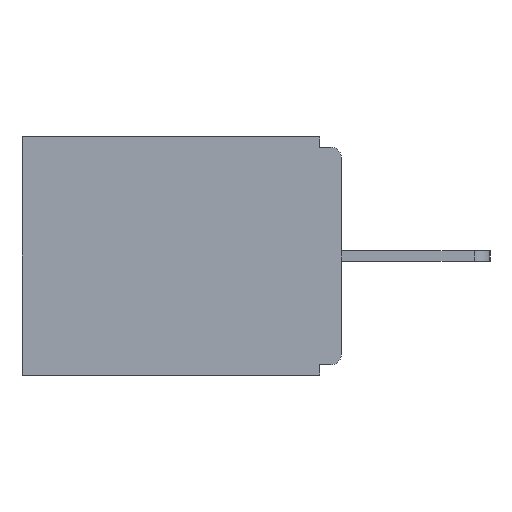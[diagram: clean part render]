
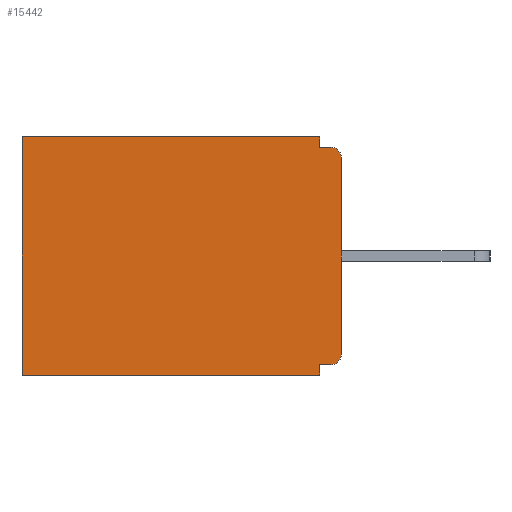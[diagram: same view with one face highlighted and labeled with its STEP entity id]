
A CAD part, left-side view. The second image highlights one B-rep face of the part: STEP entity #15442.
In plain terms, the highlighted planar face has unit normal (-1, 0, 0).
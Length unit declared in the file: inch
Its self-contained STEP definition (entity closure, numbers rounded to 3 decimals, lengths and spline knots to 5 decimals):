
#459 = VERTEX_POINT ( 'NONE', #5433 ) ;
#476 = CARTESIAN_POINT ( 'NONE',  ( 0.298, 0., -0.03 ) ) ;
#590 = VECTOR ( 'NONE', #11872, 39.37008 ) ;
#876 = CARTESIAN_POINT ( 'NONE',  ( 0.298, 0., -0.015 ) ) ;
#923 = DIRECTION ( 'NONE',  ( 0., 0., -1. ) ) ;
#1085 = LINE ( 'NONE', #5702, #4435 ) ;
#1563 = AXIS2_PLACEMENT_3D ( 'NONE', #9270, #12066, #3665 ) ;
#1637 = VERTEX_POINT ( 'NONE', #13296 ) ;
#1652 = ORIENTED_EDGE ( 'NONE', *, *, #14895, .F. ) ;
#1927 = ORIENTED_EDGE ( 'NONE', *, *, #15391, .T. ) ;
#2014 = ORIENTED_EDGE ( 'NONE', *, *, #12493, .F. ) ;
#2162 = CARTESIAN_POINT ( 'NONE',  ( 0.298, 0.015, -0.313 ) ) ;
#2217 = PLANE ( 'NONE',  #1563 ) ;
#2566 = CARTESIAN_POINT ( 'NONE',  ( 0.298, 0., -0.328 ) ) ;
#2995 = CARTESIAN_POINT ( 'NONE',  ( 0.298, 0., -0.343 ) ) ;
#3108 = EDGE_CURVE ( 'NONE', #12568, #6912, #1085, .T. ) ;
#3130 = LINE ( 'NONE', #13047, #14272 ) ;
#3250 = DIRECTION ( 'NONE',  ( 0., 0., -1. ) ) ;
#3599 = DIRECTION ( 'NONE',  ( 0., 0., -1. ) ) ;
#3665 = DIRECTION ( 'NONE',  ( 0., 0., -1. ) ) ;
#3818 = CARTESIAN_POINT ( 'NONE',  ( 0.298, 0.031, -0.343 ) ) ;
#4060 = EDGE_CURVE ( 'NONE', #1637, #12214, #4845, .T. ) ;
#4066 = ORIENTED_EDGE ( 'NONE', *, *, #9053, .F. ) ;
#4435 = VECTOR ( 'NONE', #8482, 39.37008 ) ;
#4624 = DIRECTION ( 'NONE',  ( 0., 0., -1. ) ) ;
#4845 = LINE ( 'NONE', #2995, #590 ) ;
#5182 = ORIENTED_EDGE ( 'NONE', *, *, #11197, .T. ) ;
#5186 = EDGE_CURVE ( 'NONE', #8047, #11086, #11593, .T. ) ;
#5374 = CARTESIAN_POINT ( 'NONE',  ( 0.298, 0.46, 0. ) ) ;
#5401 = VECTOR ( 'NONE', #12460, 39.37008 ) ;
#5419 = CARTESIAN_POINT ( 'NONE',  ( 0.298, 0.015, -0.328 ) ) ;
#5425 = CARTESIAN_POINT ( 'NONE',  ( 0.298, 0.46, -0.343 ) ) ;
#5433 = CARTESIAN_POINT ( 'NONE',  ( 0.298, 0.031, -0.328 ) ) ;
#5702 = CARTESIAN_POINT ( 'NONE',  ( 0.298, 0., 0. ) ) ;
#5860 = LINE ( 'NONE', #2566, #5401 ) ;
#6840 = CARTESIAN_POINT ( 'NONE',  ( 0.298, 0.015, -0.015 ) ) ;
#6912 = VERTEX_POINT ( 'NONE', #17938 ) ;
#7115 = VERTEX_POINT ( 'NONE', #5374 ) ;
#7138 = CARTESIAN_POINT ( 'NONE',  ( 0.298, 0.015, -0.03 ) ) ;
#7223 = LINE ( 'NONE', #17305, #17672 ) ;
#7576 = VERTEX_POINT ( 'NONE', #5419 ) ;
#7894 = VECTOR ( 'NONE', #15095, 39.37008 ) ;
#8047 = VERTEX_POINT ( 'NONE', #12765 ) ;
#8482 = DIRECTION ( 'NONE',  ( 0., 0., -1. ) ) ;
#8569 = DIRECTION ( 'NONE',  ( 0., 0., -1. ) ) ;
#9053 = EDGE_CURVE ( 'NONE', #7576, #459, #5860, .T. ) ;
#9200 = LINE ( 'NONE', #3818, #16027 ) ;
#9270 = CARTESIAN_POINT ( 'NONE',  ( 0.298, 0., 0. ) ) ;
#10315 = VECTOR ( 'NONE', #4624, 39.37008 ) ;
#11086 = VERTEX_POINT ( 'NONE', #6840 ) ;
#11116 = CIRCLE ( 'NONE', #15047, 0.015 ) ;
#11197 = EDGE_CURVE ( 'NONE', #12568, #11086, #13172, .T. ) ;
#11220 = ORIENTED_EDGE ( 'NONE', *, *, #16642, .T. ) ;
#11593 = LINE ( 'NONE', #876, #7894 ) ;
#11605 = CARTESIAN_POINT ( 'NONE',  ( 0.298, 0.031, -0.343 ) ) ;
#11872 = DIRECTION ( 'NONE',  ( 0., 1., 0. ) ) ;
#12000 = DIRECTION ( 'NONE',  ( -1., 0., 0. ) ) ;
#12066 = DIRECTION ( 'NONE',  ( 1., 0., 0. ) ) ;
#12214 = VERTEX_POINT ( 'NONE', #5425 ) ;
#12460 = DIRECTION ( 'NONE',  ( 0., 1., 0. ) ) ;
#12493 = EDGE_CURVE ( 'NONE', #459, #1637, #17514, .T. ) ;
#12568 = VERTEX_POINT ( 'NONE', #476 ) ;
#12765 = CARTESIAN_POINT ( 'NONE',  ( 0.298, 0.031, -0.015 ) ) ;
#13047 = CARTESIAN_POINT ( 'NONE',  ( 0.298, 0.46, 0. ) ) ;
#13172 = CIRCLE ( 'NONE', #16414, 0.015 ) ;
#13290 = CARTESIAN_POINT ( 'NONE',  ( 0.298, 0.031, 0. ) ) ;
#13296 = CARTESIAN_POINT ( 'NONE',  ( 0.298, 0.031, -0.343 ) ) ;
#14246 = VERTEX_POINT ( 'NONE', #13290 ) ;
#14272 = VECTOR ( 'NONE', #3250, 39.37008 ) ;
#14325 = FACE_OUTER_BOUND ( 'NONE', #17391, .T. ) ;
#14717 = ORIENTED_EDGE ( 'NONE', *, *, #3108, .F. ) ;
#14792 = EDGE_CURVE ( 'NONE', #14246, #7115, #7223, .T. ) ;
#14895 = EDGE_CURVE ( 'NONE', #14246, #8047, #9200, .T. ) ;
#15047 = AXIS2_PLACEMENT_3D ( 'NONE', #2162, #12000, #3599 ) ;
#15095 = DIRECTION ( 'NONE',  ( 0., -1., 0. ) ) ;
#15391 = EDGE_CURVE ( 'NONE', #7576, #6912, #11116, .T. ) ;
#15442 = ADVANCED_FACE ( 'NONE', ( #14325 ), #2217, .F. ) ;
#16027 = VECTOR ( 'NONE', #923, 39.37008 ) ;
#16414 = AXIS2_PLACEMENT_3D ( 'NONE', #7138, #16713, #8569 ) ;
#16419 = ORIENTED_EDGE ( 'NONE', *, *, #14792, .T. ) ;
#16431 = ORIENTED_EDGE ( 'NONE', *, *, #4060, .F. ) ;
#16642 = EDGE_CURVE ( 'NONE', #7115, #12214, #3130, .T. ) ;
#16713 = DIRECTION ( 'NONE',  ( -1., 0., 0. ) ) ;
#17245 = DIRECTION ( 'NONE',  ( 0., 1., 0. ) ) ;
#17305 = CARTESIAN_POINT ( 'NONE',  ( 0.298, 0., 0. ) ) ;
#17391 = EDGE_LOOP ( 'NONE', ( #5182, #17509, #1652, #16419, #11220, #16431, #2014, #4066, #1927, #14717 ) ) ;
#17509 = ORIENTED_EDGE ( 'NONE', *, *, #5186, .F. ) ;
#17514 = LINE ( 'NONE', #11605, #10315 ) ;
#17672 = VECTOR ( 'NONE', #17245, 39.37008 ) ;
#17938 = CARTESIAN_POINT ( 'NONE',  ( 0.298, 0., -0.313 ) ) ;
